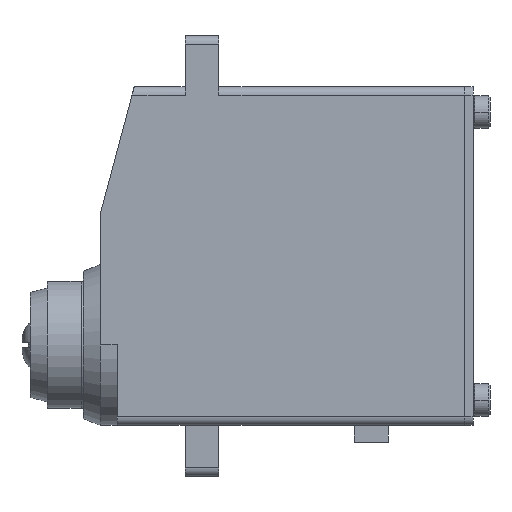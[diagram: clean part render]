
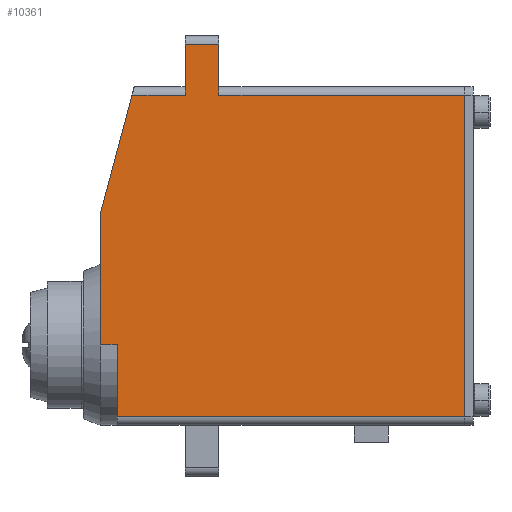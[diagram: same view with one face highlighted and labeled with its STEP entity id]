
A CAD part, left-side view. The second image highlights one B-rep face of the part: STEP entity #10361.
In plain terms, the highlighted planar face has unit normal (-1, 0, 0).
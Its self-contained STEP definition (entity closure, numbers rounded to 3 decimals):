
#171 = CARTESIAN_POINT ( 'NONE',  ( -9.5, 29., 25. ) ) ;
#288 = EDGE_CURVE ( 'NONE', #14117, #7979, #24798, .T. ) ;
#322 = VECTOR ( 'NONE', #6001, 1000. ) ;
#458 = VECTOR ( 'NONE', #20368, 1000. ) ;
#905 = ORIENTED_EDGE ( 'NONE', *, *, #11515, .F. ) ;
#1266 = CARTESIAN_POINT ( 'NONE',  ( -9.5, 39.267, 19. ) ) ;
#1336 = VECTOR ( 'NONE', #19109, 1000. ) ;
#1452 = CARTESIAN_POINT ( 'NONE',  ( -9.5, 43., -19. ) ) ;
#1502 = VERTEX_POINT ( 'NONE', #26216 ) ;
#1802 = ORIENTED_EDGE ( 'NONE', *, *, #6717, .T. ) ;
#2392 = VERTEX_POINT ( 'NONE', #10284 ) ;
#2981 = CARTESIAN_POINT ( 'NONE',  ( -9.5, 43., 19. ) ) ;
#3005 = CARTESIAN_POINT ( 'NONE',  ( -9.5, 43., 19. ) ) ;
#3608 = ORIENTED_EDGE ( 'NONE', *, *, #6381, .T. ) ;
#3794 = VERTEX_POINT ( 'NONE', #21153 ) ;
#4543 = DIRECTION ( 'NONE',  ( 0., 0., -1. ) ) ;
#4711 = ORIENTED_EDGE ( 'NONE', *, *, #19741, .F. ) ;
#5217 = DIRECTION ( 'NONE',  ( 0., 1., 0. ) ) ;
#5437 = EDGE_LOOP ( 'NONE', ( #905, #1802, #25113, #17282, #12102, #18718, #16746, #11947, #3608, #4711, #19706 ) ) ;
#5526 = VECTOR ( 'NONE', #11266, 1000. ) ;
#5726 = EDGE_CURVE ( 'NONE', #7979, #22534, #9333, .T. ) ;
#5904 = CARTESIAN_POINT ( 'NONE',  ( -9.5, 29., 19. ) ) ;
#6001 = DIRECTION ( 'NONE',  ( 0., 1., 0. ) ) ;
#6381 = EDGE_CURVE ( 'NONE', #15234, #3794, #21171, .T. ) ;
#6560 = DIRECTION ( 'NONE',  ( 0., 0.258, -0.966 ) ) ;
#6692 = LINE ( 'NONE', #2981, #1336 ) ;
#6717 = EDGE_CURVE ( 'NONE', #22327, #14580, #24626, .T. ) ;
#7335 = FACE_OUTER_BOUND ( 'NONE', #5437, .T. ) ;
#7551 = LINE ( 'NONE', #9943, #14519 ) ;
#7559 = CARTESIAN_POINT ( 'NONE',  ( -9.5, 29., 26. ) ) ;
#7877 = VERTEX_POINT ( 'NONE', #5904 ) ;
#7979 = VERTEX_POINT ( 'NONE', #24678 ) ;
#8475 = LINE ( 'NONE', #7559, #19639 ) ;
#9333 = LINE ( 'NONE', #25680, #24931 ) ;
#9597 = CARTESIAN_POINT ( 'NONE',  ( -9.5, 0., 19. ) ) ;
#9663 = DIRECTION ( 'NONE',  ( 0., 0., -1. ) ) ;
#9789 = DIRECTION ( 'NONE',  ( 0., 0., -1. ) ) ;
#9943 = CARTESIAN_POINT ( 'NONE',  ( -9.5, 41., -10.5 ) ) ;
#9981 = CARTESIAN_POINT ( 'NONE',  ( -9.5, 43., 20. ) ) ;
#10284 = CARTESIAN_POINT ( 'NONE',  ( -9.5, 43., -10.5 ) ) ;
#10331 = EDGE_CURVE ( 'NONE', #18351, #7877, #6692, .T. ) ;
#10361 = ADVANCED_FACE ( 'NONE', ( #7335 ), #10752, .F. ) ;
#10752 = PLANE ( 'NONE',  #21341 ) ;
#11266 = DIRECTION ( 'NONE',  ( 0., -1., 0. ) ) ;
#11515 = EDGE_CURVE ( 'NONE', #22327, #1502, #20318, .T. ) ;
#11947 = ORIENTED_EDGE ( 'NONE', *, *, #12733, .T. ) ;
#11991 = LINE ( 'NONE', #12961, #25717 ) ;
#12102 = ORIENTED_EDGE ( 'NONE', *, *, #17301, .F. ) ;
#12371 = EDGE_CURVE ( 'NONE', #14580, #18351, #11991, .T. ) ;
#12550 = EDGE_CURVE ( 'NONE', #1502, #2392, #7551, .T. ) ;
#12671 = CARTESIAN_POINT ( 'NONE',  ( -9.5, 43., 5. ) ) ;
#12733 = EDGE_CURVE ( 'NONE', #22534, #15234, #18049, .T. ) ;
#12942 = CARTESIAN_POINT ( 'NONE',  ( -9.5, 41., -19. ) ) ;
#12961 = CARTESIAN_POINT ( 'NONE',  ( -9.5, 0., 20. ) ) ;
#13934 = VECTOR ( 'NONE', #15800, 1000. ) ;
#14107 = VECTOR ( 'NONE', #6560, 1000. ) ;
#14117 = VERTEX_POINT ( 'NONE', #171 ) ;
#14519 = VECTOR ( 'NONE', #23930, 1000. ) ;
#14580 = VERTEX_POINT ( 'NONE', #17533 ) ;
#15234 = VERTEX_POINT ( 'NONE', #1266 ) ;
#15630 = CARTESIAN_POINT ( 'NONE',  ( -9.5, 41., 0. ) ) ;
#15800 = DIRECTION ( 'NONE',  ( 0., 0., 1. ) ) ;
#16746 = ORIENTED_EDGE ( 'NONE', *, *, #5726, .T. ) ;
#17282 = ORIENTED_EDGE ( 'NONE', *, *, #10331, .T. ) ;
#17301 = EDGE_CURVE ( 'NONE', #14117, #7877, #8475, .T. ) ;
#17533 = CARTESIAN_POINT ( 'NONE',  ( -9.5, 0., -19. ) ) ;
#18049 = LINE ( 'NONE', #3005, #24112 ) ;
#18351 = VERTEX_POINT ( 'NONE', #9597 ) ;
#18718 = ORIENTED_EDGE ( 'NONE', *, *, #288, .T. ) ;
#19109 = DIRECTION ( 'NONE',  ( 0., 1., 0. ) ) ;
#19296 = DIRECTION ( 'NONE',  ( 0., 0., 1. ) ) ;
#19639 = VECTOR ( 'NONE', #9789, 1000. ) ;
#19706 = ORIENTED_EDGE ( 'NONE', *, *, #12550, .F. ) ;
#19741 = EDGE_CURVE ( 'NONE', #2392, #3794, #24937, .T. ) ;
#20318 = LINE ( 'NONE', #15630, #13934 ) ;
#20368 = DIRECTION ( 'NONE',  ( 0., 0., 1. ) ) ;
#21153 = CARTESIAN_POINT ( 'NONE',  ( -9.5, 43., 5. ) ) ;
#21171 = LINE ( 'NONE', #12671, #14107 ) ;
#21341 = AXIS2_PLACEMENT_3D ( 'NONE', #23143, #25025, #4543 ) ;
#22327 = VERTEX_POINT ( 'NONE', #12942 ) ;
#22534 = VERTEX_POINT ( 'NONE', #24728 ) ;
#23143 = CARTESIAN_POINT ( 'NONE',  ( -9.5, 43., 20. ) ) ;
#23930 = DIRECTION ( 'NONE',  ( 0., 1., 0. ) ) ;
#24112 = VECTOR ( 'NONE', #5217, 1000. ) ;
#24626 = LINE ( 'NONE', #1452, #5526 ) ;
#24678 = CARTESIAN_POINT ( 'NONE',  ( -9.5, 33., 25. ) ) ;
#24728 = CARTESIAN_POINT ( 'NONE',  ( -9.5, 33., 19. ) ) ;
#24798 = LINE ( 'NONE', #26286, #322 ) ;
#24931 = VECTOR ( 'NONE', #9663, 1000. ) ;
#24937 = LINE ( 'NONE', #9981, #458 ) ;
#25025 = DIRECTION ( 'NONE',  ( 1., 0., 0. ) ) ;
#25113 = ORIENTED_EDGE ( 'NONE', *, *, #12371, .T. ) ;
#25680 = CARTESIAN_POINT ( 'NONE',  ( -9.5, 33., 26. ) ) ;
#25717 = VECTOR ( 'NONE', #19296, 1000. ) ;
#26216 = CARTESIAN_POINT ( 'NONE',  ( -9.5, 41., -10.5 ) ) ;
#26286 = CARTESIAN_POINT ( 'NONE',  ( -9.5, 33., 25. ) ) ;
